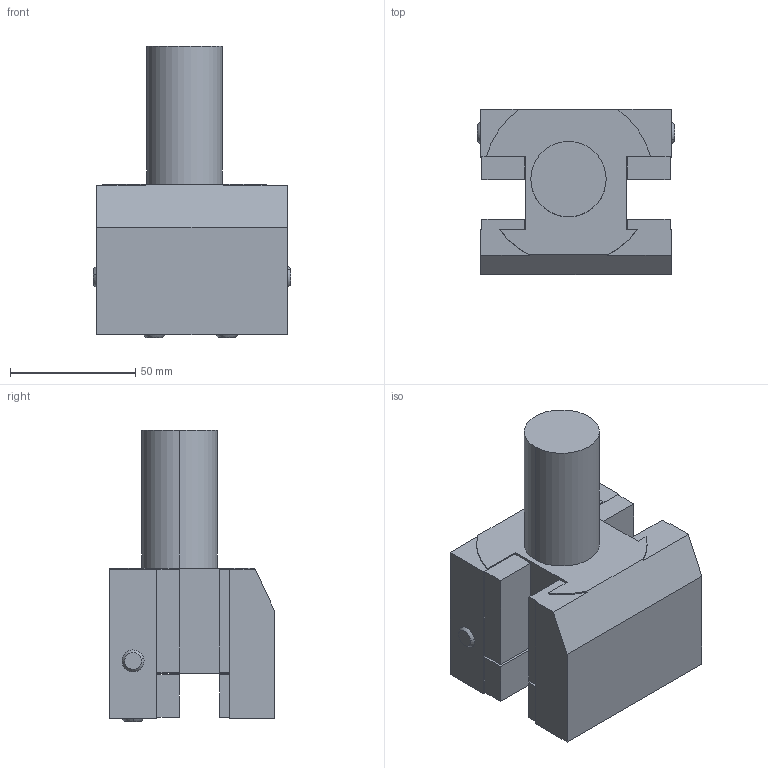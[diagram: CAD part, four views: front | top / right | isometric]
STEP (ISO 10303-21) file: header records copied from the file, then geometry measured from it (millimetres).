
FILE_DESCRIPTION(/* description */ (''),/* implementation_level */ '2;1');
FILE_NAME(/* name */ 'VDI.30-D1.20.stp',/* time_stamp */ '2024-10-02T08:15:18+02:00',/* author */ (''),/* organization */ (''),/* preprocessor_version */ 'ST-DEVELOPER v16.7',/* originating_system */ 'SIEMENS PLM Software NX 12.0',/* authorisation */ '');
FILE_SCHEMA (('AUTOMOTIVE_DESIGN { 1 0 10303 214 3 1 1 1 }'));
Length unit declared in the file: millimetre
Products named in the file (1): pf6624DC61AFpnlt
Bounding box: 78.6 x 66 x 116.3 mm (x, y, z)
Volume: 285701.5 mm3; surface area: 39706.7 mm2
Topology: 1 solids, 1 shells, 68 faces, 173 edges, 114 vertices
Faces by surface type: plane 54, sphere 8, cylinder 6
Entity records: 2128 total; most frequent: CARTESIAN_POINT 368, DIRECTION 357, ORIENTED_EDGE 346, EDGE_CURVE 173, LINE 135, VECTOR 135, VERTEX_POINT 114, AXIS2_PLACEMENT_3D 111
